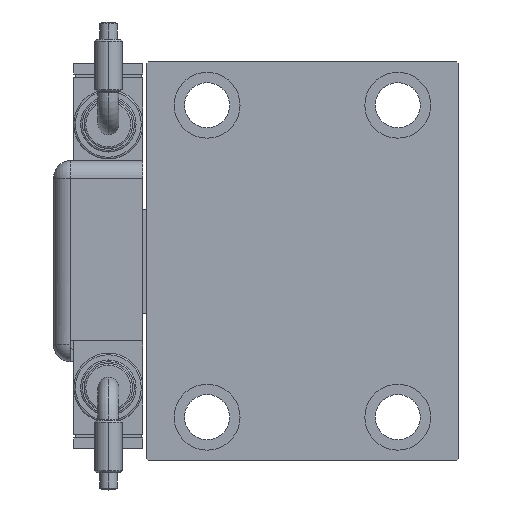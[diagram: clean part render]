
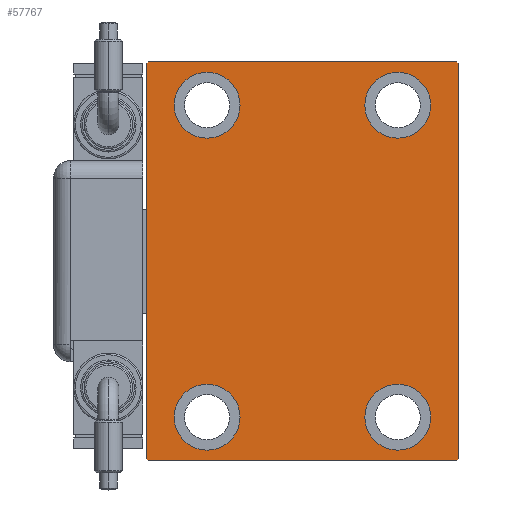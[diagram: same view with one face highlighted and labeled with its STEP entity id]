
A CAD part, left-side view. The second image highlights one B-rep face of the part: STEP entity #57767.
In plain terms, the highlighted face is planar.
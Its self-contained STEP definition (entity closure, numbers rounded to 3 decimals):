
#945 = PLANE ( 'NONE',  #2299 ) ;
#1258 = DIRECTION ( 'NONE',  ( 0., 0., -1. ) ) ;
#1457 = ORIENTED_EDGE ( 'NONE', *, *, #1906, .T. ) ;
#1895 = EDGE_CURVE ( 'NONE', #4677, #24753, #11856, .T. ) ;
#1906 = EDGE_CURVE ( 'NONE', #5998, #54965, #60906, .T. ) ;
#2299 = AXIS2_PLACEMENT_3D ( 'NONE', #39471, #30934, #1258 ) ;
#3053 = ORIENTED_EDGE ( 'NONE', *, *, #40829, .T. ) ;
#3096 = EDGE_CURVE ( 'NONE', #8334, #40737, #7757, .T. ) ;
#3694 = VERTEX_POINT ( 'NONE', #45473 ) ;
#3999 = ORIENTED_EDGE ( 'NONE', *, *, #9956, .T. ) ;
#4253 = CARTESIAN_POINT ( 'NONE',  ( 108., -51., -51. ) ) ;
#4677 = VERTEX_POINT ( 'NONE', #30235 ) ;
#5460 = VECTOR ( 'NONE', #15608, 1000. ) ;
#5639 = CARTESIAN_POINT ( 'NONE',  ( 108., -51., 51. ) ) ;
#5966 = DIRECTION ( 'NONE',  ( 0., 0., 1. ) ) ;
#5998 = VERTEX_POINT ( 'NONE', #35316 ) ;
#7017 = VERTEX_POINT ( 'NONE', #53324 ) ;
#7031 = AXIS2_PLACEMENT_3D ( 'NONE', #51671, #41862, #37418 ) ;
#7170 = EDGE_CURVE ( 'NONE', #7017, #33485, #34263, .T. ) ;
#7757 = LINE ( 'NONE', #56725, #38151 ) ;
#7855 = ORIENTED_EDGE ( 'NONE', *, *, #52284, .T. ) ;
#8334 = VERTEX_POINT ( 'NONE', #57571 ) ;
#9380 = CARTESIAN_POINT ( 'NONE',  ( 108., 45., 57. ) ) ;
#9702 = CARTESIAN_POINT ( 'NONE',  ( 108., 45., -57. ) ) ;
#9956 = EDGE_CURVE ( 'NONE', #32115, #3694, #43475, .T. ) ;
#10343 = CARTESIAN_POINT ( 'NONE',  ( 108., -27.5, -45. ) ) ;
#10392 = CARTESIAN_POINT ( 'NONE',  ( 108., 27.5, 35.5 ) ) ;
#10489 = EDGE_LOOP ( 'NONE', ( #24566, #59636 ) ) ;
#10657 = DIRECTION ( 'NONE',  ( -1., 0., 0. ) ) ;
#11275 = DIRECTION ( 'NONE',  ( 0., 0., 1. ) ) ;
#11856 = CIRCLE ( 'NONE', #53252, 9.5 ) ;
#11925 = EDGE_LOOP ( 'NONE', ( #56701, #3053 ) ) ;
#11975 = FACE_OUTER_BOUND ( 'NONE', #54676, .T. ) ;
#12865 = DIRECTION ( 'NONE',  ( 0., 0., 1. ) ) ;
#14114 = DIRECTION ( 'NONE',  ( -1., 0., 0. ) ) ;
#14831 = LINE ( 'NONE', #34725, #53321 ) ;
#15289 = CARTESIAN_POINT ( 'NONE',  ( 108., 45., -57.5 ) ) ;
#15406 = AXIS2_PLACEMENT_3D ( 'NONE', #51652, #22562, #51966 ) ;
#15608 = DIRECTION ( 'NONE',  ( 0., 0., 1. ) ) ;
#16486 = VECTOR ( 'NONE', #62023, 1000. ) ;
#16797 = LINE ( 'NONE', #36072, #19829 ) ;
#17598 = DIRECTION ( 'NONE',  ( 0., -1., 0. ) ) ;
#17621 = ORIENTED_EDGE ( 'NONE', *, *, #19096, .T. ) ;
#18940 = VERTEX_POINT ( 'NONE', #61921 ) ;
#19096 = EDGE_CURVE ( 'NONE', #18940, #30444, #37628, .T. ) ;
#19168 = CARTESIAN_POINT ( 'NONE',  ( 108., -27.5, -45. ) ) ;
#19259 = DIRECTION ( 'NONE',  ( 0., 0.707, 0.707 ) ) ;
#19505 = EDGE_CURVE ( 'NONE', #48424, #8334, #47556, .T. ) ;
#19829 = VECTOR ( 'NONE', #50630, 1000. ) ;
#20039 = LINE ( 'NONE', #15289, #5460 ) ;
#20555 = VECTOR ( 'NONE', #58408, 1000. ) ;
#21712 = EDGE_CURVE ( 'NONE', #27289, #59079, #20039, .T. ) ;
#21924 = EDGE_CURVE ( 'NONE', #33485, #7017, #49899, .T. ) ;
#22338 = CARTESIAN_POINT ( 'NONE',  ( 108., 27.5, -45. ) ) ;
#22562 = DIRECTION ( 'NONE',  ( -1., 0., 0. ) ) ;
#22653 = CARTESIAN_POINT ( 'NONE',  ( 108., 45., 57.5 ) ) ;
#22936 = DIRECTION ( 'NONE',  ( 0., 0., 1. ) ) ;
#23122 = CIRCLE ( 'NONE', #41305, 9.5 ) ;
#23408 = ORIENTED_EDGE ( 'NONE', *, *, #60540, .T. ) ;
#23474 = CIRCLE ( 'NONE', #15406, 9.5 ) ;
#24512 = AXIS2_PLACEMENT_3D ( 'NONE', #49271, #40374, #5966 ) ;
#24566 = ORIENTED_EDGE ( 'NONE', *, *, #7170, .T. ) ;
#24753 = VERTEX_POINT ( 'NONE', #38682 ) ;
#25830 = VERTEX_POINT ( 'NONE', #61707 ) ;
#26501 = EDGE_CURVE ( 'NONE', #3694, #32115, #23122, .T. ) ;
#27289 = VERTEX_POINT ( 'NONE', #9702 ) ;
#27710 = DIRECTION ( 'NONE',  ( -1., 0., 0. ) ) ;
#29065 = DIRECTION ( 'NONE',  ( 0., 0., 1. ) ) ;
#30004 = FACE_BOUND ( 'NONE', #44664, .T. ) ;
#30235 = CARTESIAN_POINT ( 'NONE',  ( 108., 27.5, -54.5 ) ) ;
#30306 = FACE_BOUND ( 'NONE', #49805, .T. ) ;
#30444 = VERTEX_POINT ( 'NONE', #10392 ) ;
#30697 = AXIS2_PLACEMENT_3D ( 'NONE', #42971, #53406, #29065 ) ;
#30934 = DIRECTION ( 'NONE',  ( 1., 0., 0. ) ) ;
#31032 = VECTOR ( 'NONE', #17598, 1000. ) ;
#32115 = VERTEX_POINT ( 'NONE', #40551 ) ;
#32427 = CARTESIAN_POINT ( 'NONE',  ( 108., 27.5, -45. ) ) ;
#32943 = CARTESIAN_POINT ( 'NONE',  ( 108., 51., 51. ) ) ;
#33485 = VERTEX_POINT ( 'NONE', #58490 ) ;
#34263 = CIRCLE ( 'NONE', #7031, 9.5 ) ;
#34325 = CARTESIAN_POINT ( 'NONE',  ( 108., -44.5, 57.5 ) ) ;
#34725 = CARTESIAN_POINT ( 'NONE',  ( 108., 51., -51. ) ) ;
#35316 = CARTESIAN_POINT ( 'NONE',  ( 108., 44.5, 57.5 ) ) ;
#36072 = CARTESIAN_POINT ( 'NONE',  ( 108., -45., 57.5 ) ) ;
#37418 = DIRECTION ( 'NONE',  ( 0., 0., 1. ) ) ;
#37628 = CIRCLE ( 'NONE', #24512, 9.5 ) ;
#37758 = EDGE_CURVE ( 'NONE', #54965, #25830, #44807, .T. ) ;
#38046 = DIRECTION ( 'NONE',  ( 0., 0.707, -0.707 ) ) ;
#38151 = VECTOR ( 'NONE', #42482, 1000. ) ;
#38682 = CARTESIAN_POINT ( 'NONE',  ( 108., 27.5, -35.5 ) ) ;
#39471 = CARTESIAN_POINT ( 'NONE',  ( 108., 0., 0. ) ) ;
#39658 = VECTOR ( 'NONE', #38046, 1000. ) ;
#40124 = ORIENTED_EDGE ( 'NONE', *, *, #21712, .T. ) ;
#40374 = DIRECTION ( 'NONE',  ( -1., 0., 0. ) ) ;
#40403 = FACE_BOUND ( 'NONE', #10489, .T. ) ;
#40551 = CARTESIAN_POINT ( 'NONE',  ( 108., -27.5, -54.5 ) ) ;
#40737 = VERTEX_POINT ( 'NONE', #60881 ) ;
#40829 = EDGE_CURVE ( 'NONE', #24753, #4677, #59865, .T. ) ;
#41305 = AXIS2_PLACEMENT_3D ( 'NONE', #10343, #10657, #11275 ) ;
#41862 = DIRECTION ( 'NONE',  ( -1., 0., 0. ) ) ;
#42482 = DIRECTION ( 'NONE',  ( 0., 1., 0. ) ) ;
#42971 = CARTESIAN_POINT ( 'NONE',  ( 108., -27.5, 45. ) ) ;
#43475 = CIRCLE ( 'NONE', #51564, 9.5 ) ;
#44664 = EDGE_LOOP ( 'NONE', ( #47171, #17621 ) ) ;
#44807 = LINE ( 'NONE', #5639, #20555 ) ;
#45473 = CARTESIAN_POINT ( 'NONE',  ( 108., -27.5, -35.5 ) ) ;
#45741 = AXIS2_PLACEMENT_3D ( 'NONE', #32427, #51720, #22936 ) ;
#47171 = ORIENTED_EDGE ( 'NONE', *, *, #58493, .T. ) ;
#47556 = LINE ( 'NONE', #4253, #39658 ) ;
#47742 = EDGE_CURVE ( 'NONE', #25830, #48424, #16797, .T. ) ;
#48424 = VERTEX_POINT ( 'NONE', #49541 ) ;
#48917 = ORIENTED_EDGE ( 'NONE', *, *, #3096, .T. ) ;
#49271 = CARTESIAN_POINT ( 'NONE',  ( 108., 27.5, 45. ) ) ;
#49541 = CARTESIAN_POINT ( 'NONE',  ( 108., -45., -57. ) ) ;
#49805 = EDGE_LOOP ( 'NONE', ( #3999, #55204 ) ) ;
#49899 = CIRCLE ( 'NONE', #30697, 9.5 ) ;
#49923 = FACE_BOUND ( 'NONE', #11925, .T. ) ;
#50630 = DIRECTION ( 'NONE',  ( 0., 0., -1. ) ) ;
#51564 = AXIS2_PLACEMENT_3D ( 'NONE', #19168, #14114, #53012 ) ;
#51652 = CARTESIAN_POINT ( 'NONE',  ( 108., 27.5, 45. ) ) ;
#51671 = CARTESIAN_POINT ( 'NONE',  ( 108., -27.5, 45. ) ) ;
#51720 = DIRECTION ( 'NONE',  ( -1., 0., 0. ) ) ;
#51966 = DIRECTION ( 'NONE',  ( 0., 0., 1. ) ) ;
#52284 = EDGE_CURVE ( 'NONE', #40737, #27289, #14831, .T. ) ;
#52901 = ORIENTED_EDGE ( 'NONE', *, *, #37758, .T. ) ;
#53012 = DIRECTION ( 'NONE',  ( 0., 0., 1. ) ) ;
#53252 = AXIS2_PLACEMENT_3D ( 'NONE', #22338, #27710, #12865 ) ;
#53321 = VECTOR ( 'NONE', #19259, 1000. ) ;
#53324 = CARTESIAN_POINT ( 'NONE',  ( 108., -27.5, 35.5 ) ) ;
#53406 = DIRECTION ( 'NONE',  ( -1., 0., 0. ) ) ;
#54676 = EDGE_LOOP ( 'NONE', ( #1457, #52901, #57137, #60879, #48917, #7855, #40124, #23408 ) ) ;
#54965 = VERTEX_POINT ( 'NONE', #34325 ) ;
#55204 = ORIENTED_EDGE ( 'NONE', *, *, #26501, .T. ) ;
#56701 = ORIENTED_EDGE ( 'NONE', *, *, #1895, .T. ) ;
#56725 = CARTESIAN_POINT ( 'NONE',  ( 108., -45., -57.5 ) ) ;
#57137 = ORIENTED_EDGE ( 'NONE', *, *, #47742, .T. ) ;
#57571 = CARTESIAN_POINT ( 'NONE',  ( 108., -44.5, -57.5 ) ) ;
#57767 = ADVANCED_FACE ( 'NONE', ( #30306, #40403, #30004, #49923, #11975 ), #945, .T. ) ;
#58408 = DIRECTION ( 'NONE',  ( 0., -0.707, -0.707 ) ) ;
#58490 = CARTESIAN_POINT ( 'NONE',  ( 108., -27.5, 54.5 ) ) ;
#58493 = EDGE_CURVE ( 'NONE', #30444, #18940, #23474, .T. ) ;
#59079 = VERTEX_POINT ( 'NONE', #9380 ) ;
#59636 = ORIENTED_EDGE ( 'NONE', *, *, #21924, .T. ) ;
#59865 = CIRCLE ( 'NONE', #45741, 9.5 ) ;
#60540 = EDGE_CURVE ( 'NONE', #59079, #5998, #62332, .T. ) ;
#60879 = ORIENTED_EDGE ( 'NONE', *, *, #19505, .T. ) ;
#60881 = CARTESIAN_POINT ( 'NONE',  ( 108., 44.5, -57.5 ) ) ;
#60906 = LINE ( 'NONE', #22653, #31032 ) ;
#61707 = CARTESIAN_POINT ( 'NONE',  ( 108., -45., 57. ) ) ;
#61921 = CARTESIAN_POINT ( 'NONE',  ( 108., 27.5, 54.5 ) ) ;
#62023 = DIRECTION ( 'NONE',  ( 0., -0.707, 0.707 ) ) ;
#62332 = LINE ( 'NONE', #32943, #16486 ) ;
